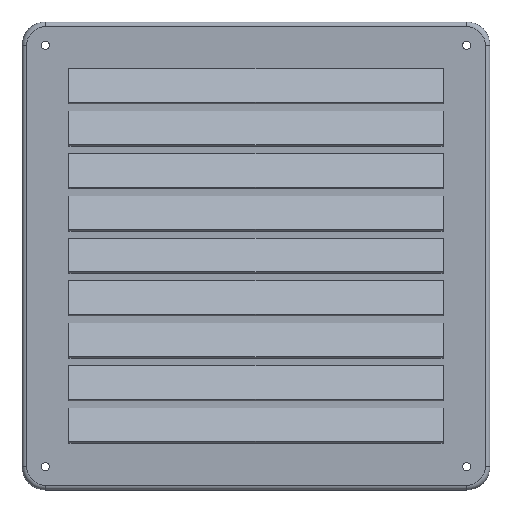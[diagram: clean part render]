
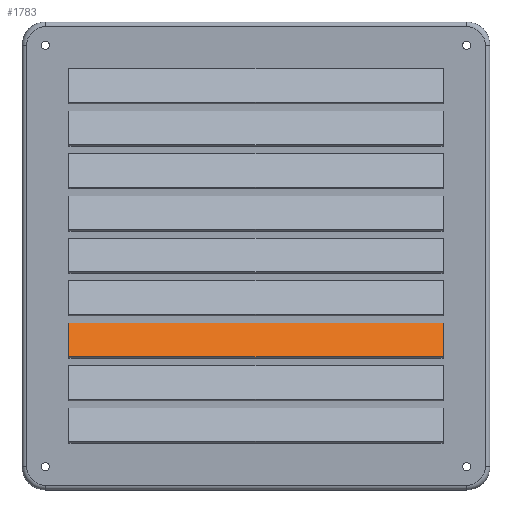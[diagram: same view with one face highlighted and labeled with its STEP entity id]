
A CAD part, top view. The second image highlights one B-rep face of the part: STEP entity #1783.
In plain terms, the highlighted planar face has unit normal (0, 0.707, 0.707).
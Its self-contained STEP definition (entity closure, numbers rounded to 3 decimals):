
#561 = VERTEX_POINT('',#562);
#562 = CARTESIAN_POINT('',(-80.,-28.75,2.));
#568 = EDGE_CURVE('',#561,#569,#571,.T.);
#569 = VERTEX_POINT('',#570);
#570 = CARTESIAN_POINT('',(80.,-28.75,2.));
#571 = LINE('',#572,#573);
#572 = CARTESIAN_POINT('',(-80.,-28.75,2.));
#573 = VECTOR('',#574,1.);
#574 = DIRECTION('',(1.,0.,0.));
#1734 = VERTEX_POINT('',#1735);
#1735 = CARTESIAN_POINT('',(-80.,-43.043,16.293));
#1741 = EDGE_CURVE('',#1734,#561,#1742,.T.);
#1742 = LINE('',#1743,#1744);
#1743 = CARTESIAN_POINT('',(-80.,-43.043,16.293));
#1744 = VECTOR('',#1745,1.);
#1745 = DIRECTION('',(0.,0.707,-0.707));
#1783 = ADVANCED_FACE('',(#1784),#1802,.T.);
#1784 = FACE_BOUND('',#1785,.T.);
#1785 = EDGE_LOOP('',(#1786,#1794,#1800,#1801));
#1786 = ORIENTED_EDGE('',*,*,#1787,.T.);
#1787 = EDGE_CURVE('',#1734,#1788,#1790,.T.);
#1788 = VERTEX_POINT('',#1789);
#1789 = CARTESIAN_POINT('',(80.,-43.043,16.293));
#1790 = LINE('',#1791,#1792);
#1791 = CARTESIAN_POINT('',(-80.,-43.043,16.293));
#1792 = VECTOR('',#1793,1.);
#1793 = DIRECTION('',(1.,0.,0.));
#1794 = ORIENTED_EDGE('',*,*,#1795,.T.);
#1795 = EDGE_CURVE('',#1788,#569,#1796,.T.);
#1796 = LINE('',#1797,#1798);
#1797 = CARTESIAN_POINT('',(80.,-43.043,16.293));
#1798 = VECTOR('',#1799,1.);
#1799 = DIRECTION('',(0.,0.707,-0.707));
#1800 = ORIENTED_EDGE('',*,*,#568,.F.);
#1801 = ORIENTED_EDGE('',*,*,#1741,.F.);
#1802 = PLANE('',#1803);
#1803 = AXIS2_PLACEMENT_3D('',#1804,#1805,#1806);
#1804 = CARTESIAN_POINT('',(-80.,-43.043,16.293));
#1805 = DIRECTION('',(0.,0.707,0.707));
#1806 = DIRECTION('',(0.,0.707,-0.707));
